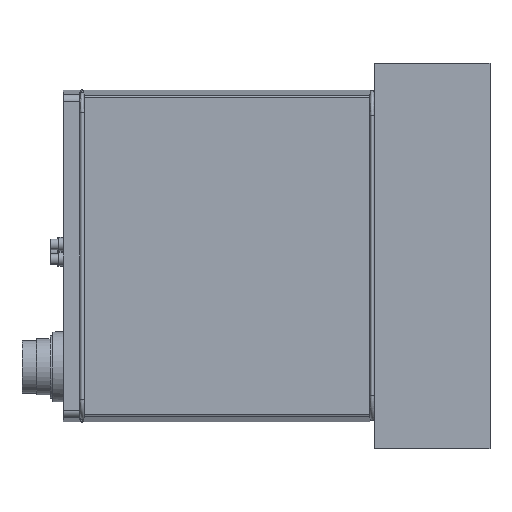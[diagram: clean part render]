
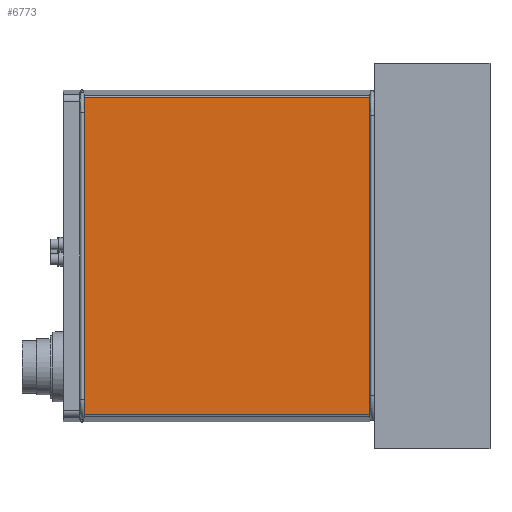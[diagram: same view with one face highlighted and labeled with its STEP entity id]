
A CAD part, left-side view. The second image highlights one B-rep face of the part: STEP entity #6773.
In plain terms, the highlighted planar face has unit normal (-1, 0, 0).
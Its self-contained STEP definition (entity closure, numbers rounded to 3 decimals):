
#338=PLANE('',#7424);
#653=FACE_OUTER_BOUND('',#1087,.T.);
#1087=EDGE_LOOP('',(#5241,#5242,#5243,#5244));
#1803=LINE('',#11103,#2312);
#1810=LINE('',#11201,#2319);
#1849=LINE('',#11345,#2358);
#1850=LINE('',#11347,#2359);
#2312=VECTOR('',#8615,10.);
#2319=VECTOR('',#8656,10.);
#2358=VECTOR('',#8807,10.);
#2359=VECTOR('',#8810,10.);
#2962=VERTEX_POINT('',#11099);
#2964=VERTEX_POINT('',#11102);
#2979=VERTEX_POINT('',#11187);
#2985=VERTEX_POINT('',#11199);
#3724=EDGE_CURVE('',#2962,#2964,#1803,.T.);
#3748=EDGE_CURVE('',#2979,#2985,#1810,.T.);
#3820=EDGE_CURVE('',#2979,#2962,#1849,.T.);
#3821=EDGE_CURVE('',#2964,#2985,#1850,.T.);
#5241=ORIENTED_EDGE('',*,*,#3820,.F.);
#5242=ORIENTED_EDGE('',*,*,#3748,.T.);
#5243=ORIENTED_EDGE('',*,*,#3821,.F.);
#5244=ORIENTED_EDGE('',*,*,#3724,.F.);
#6773=ADVANCED_FACE('',(#653),#338,.T.);
#7424=AXIS2_PLACEMENT_3D('',#11346,#8808,#8809);
#8615=DIRECTION('',(0.,0.,1.));
#8656=DIRECTION('',(0.,0.,1.));
#8807=DIRECTION('',(0.,1.,0.));
#8808=DIRECTION('center_axis',(-1.,0.,0.));
#8809=DIRECTION('ref_axis',(0.,1.,0.));
#8810=DIRECTION('',(0.,-1.,0.));
#11099=CARTESIAN_POINT('',(-58.702,-100.043,97.241));
#11102=CARTESIAN_POINT('',(-58.702,-100.043,187.988));
#11103=CARTESIAN_POINT('',(-58.702,-100.043,188.397));
#11187=CARTESIAN_POINT('',(-58.702,-181.543,97.241));
#11199=CARTESIAN_POINT('',(-58.702,-181.543,187.988));
#11201=CARTESIAN_POINT('',(-58.702,-181.543,96.832));
#11345=CARTESIAN_POINT('',(-58.702,-181.543,97.241));
#11346=CARTESIAN_POINT('Origin',(-58.702,-181.543,188.397));
#11347=CARTESIAN_POINT('',(-58.702,-181.543,187.988));
